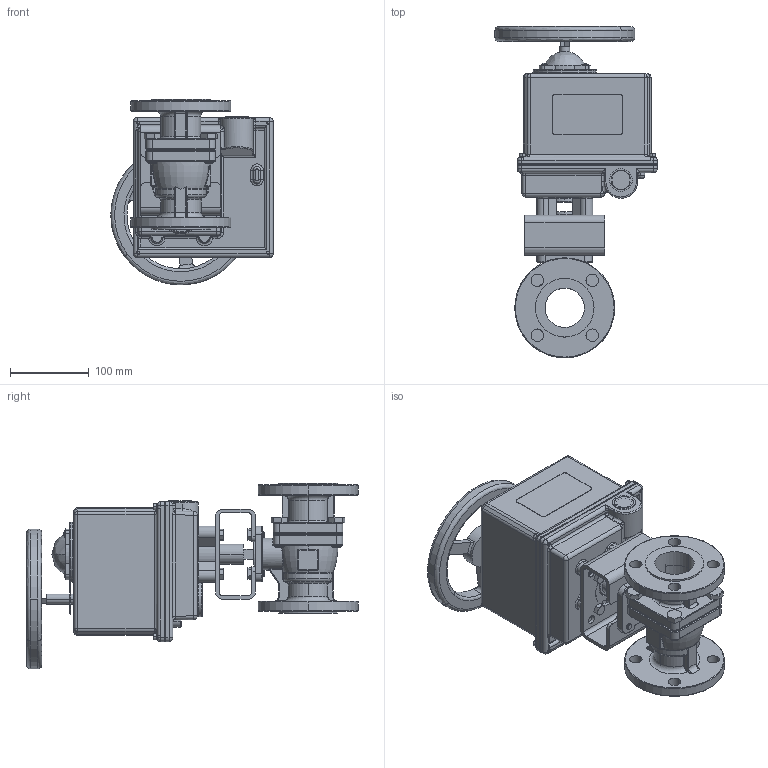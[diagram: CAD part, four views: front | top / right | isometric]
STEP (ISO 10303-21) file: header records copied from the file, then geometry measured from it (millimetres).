
FILE_DESCRIPTION (( 'STEP AP203' ), '1' );
FILE_NAME ('2000F-150_ER-6.STEP', '2017-12-14T18:08:35', ( '' ), ( '' ), 'SwSTEP 2.0', 'SolidWorks 2014', '' );
FILE_SCHEMA (( 'CONFIG_CONTROL_DESIGN' ));
Products named in the file (1): 2000F-150_ER-6
Bounding box: 206.35 x 421.79 x 235.86 mm (x, y, z)
Surface area: 428276.5 mm2 (no closed solid volume)
Topology: 0 solids, 60 shells, 1049 faces, 3117 edges, 2046 vertices
Faces by surface type: cylinder 403, plane 309, bspline 198, torus 69, cone 66, sphere 4
Entity records: 48856 total; most frequent: CARTESIAN_POINT 22687, DIRECTION 5221, ORIENTED_EDGE 5207, EDGE_CURVE 3091, VERTEX_POINT 2046, AXIS2_PLACEMENT_3D 1988, LINE 1245, VECTOR 1245
